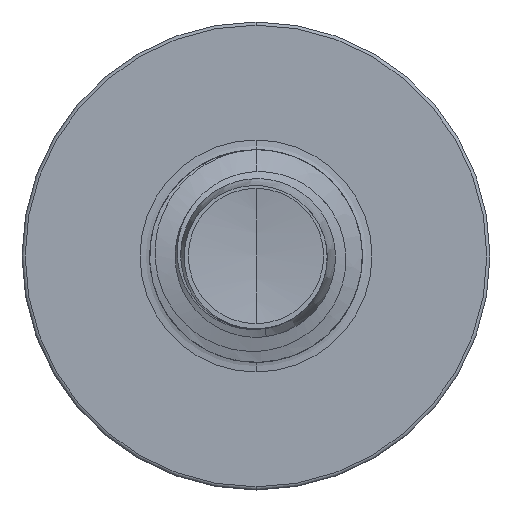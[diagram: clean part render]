
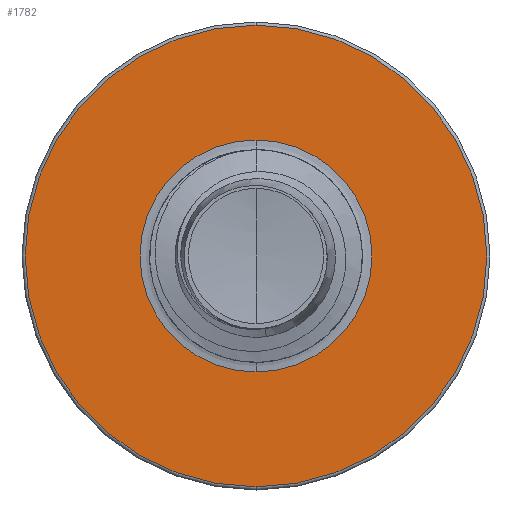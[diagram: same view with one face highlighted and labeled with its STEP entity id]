
A CAD part, front view. The second image highlights one B-rep face of the part: STEP entity #1782.
In plain terms, the highlighted planar face has unit normal (0, -1, 0).
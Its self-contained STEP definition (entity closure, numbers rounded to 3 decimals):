
#161 = EDGE_CURVE ( 'NONE', #8716, #5019, #20645, .T. ) ;
#1174 = DIRECTION ( 'NONE',  ( 0., 0., 1. ) ) ;
#1180 = DIRECTION ( 'NONE',  ( 0., 1., 0. ) ) ;
#1187 = EDGE_CURVE ( 'NONE', #14021, #19299, #18265, .T. ) ;
#1208 = CARTESIAN_POINT ( 'NONE',  ( 0., 6.5, 0. ) ) ;
#1782 = ADVANCED_FACE ( 'NONE', ( #7152, #20388 ), #20981, .F. ) ;
#1840 = CIRCLE ( 'NONE', #22180, 2.713 ) ;
#2192 = DIRECTION ( 'NONE',  ( 0., 1., 0. ) ) ;
#2476 = AXIS2_PLACEMENT_3D ( 'NONE', #13725, #2192, #15438 ) ;
#3469 = CARTESIAN_POINT ( 'NONE',  ( 0., 6.5, 0. ) ) ;
#3554 = DIRECTION ( 'NONE',  ( 0., 0., 1. ) ) ;
#3561 = DIRECTION ( 'NONE',  ( 0., 1., 0. ) ) ;
#5019 = VERTEX_POINT ( 'NONE', #9489 ) ;
#6975 = CIRCLE ( 'NONE', #2476, 1.363 ) ;
#7152 = FACE_OUTER_BOUND ( 'NONE', #9871, .T. ) ;
#7252 = DIRECTION ( 'NONE',  ( 0., 0., 1. ) ) ;
#8161 = CARTESIAN_POINT ( 'NONE',  ( 0., 6.5, 2.713 ) ) ;
#8675 = DIRECTION ( 'NONE',  ( 0., 1., 0. ) ) ;
#8679 = ORIENTED_EDGE ( 'NONE', *, *, #9876, .F. ) ;
#8716 = VERTEX_POINT ( 'NONE', #13537 ) ;
#9246 = EDGE_LOOP ( 'NONE', ( #17016, #10787 ) ) ;
#9302 = CARTESIAN_POINT ( 'NONE',  ( 0., 6.5, 0. ) ) ;
#9489 = CARTESIAN_POINT ( 'NONE',  ( 0., 6.5, -1.363 ) ) ;
#9871 = EDGE_LOOP ( 'NONE', ( #15297, #8679 ) ) ;
#9876 = EDGE_CURVE ( 'NONE', #19299, #14021, #1840, .T. ) ;
#10589 = AXIS2_PLACEMENT_3D ( 'NONE', #9302, #8675, #7252 ) ;
#10787 = ORIENTED_EDGE ( 'NONE', *, *, #19090, .T. ) ;
#11965 = CARTESIAN_POINT ( 'NONE',  ( 0., 6.5, -2.712 ) ) ;
#13537 = CARTESIAN_POINT ( 'NONE',  ( 0., 6.5, 1.363 ) ) ;
#13725 = CARTESIAN_POINT ( 'NONE',  ( 0., 6.5, 0. ) ) ;
#14021 = VERTEX_POINT ( 'NONE', #8161 ) ;
#15297 = ORIENTED_EDGE ( 'NONE', *, *, #1187, .F. ) ;
#15438 = DIRECTION ( 'NONE',  ( 0., 0., 1. ) ) ;
#17016 = ORIENTED_EDGE ( 'NONE', *, *, #161, .T. ) ;
#18265 = CIRCLE ( 'NONE', #20232, 2.713 ) ;
#18455 = DIRECTION ( 'NONE',  ( 0., 0., 1. ) ) ;
#18767 = DIRECTION ( 'NONE',  ( 0., 1., 0. ) ) ;
#19090 = EDGE_CURVE ( 'NONE', #5019, #8716, #6975, .T. ) ;
#19299 = VERTEX_POINT ( 'NONE', #11965 ) ;
#20232 = AXIS2_PLACEMENT_3D ( 'NONE', #3469, #3561, #3554 ) ;
#20388 = FACE_BOUND ( 'NONE', #9246, .T. ) ;
#20645 = CIRCLE ( 'NONE', #10589, 1.363 ) ;
#20981 = PLANE ( 'NONE',  #21864 ) ;
#21027 = CARTESIAN_POINT ( 'NONE',  ( 0., 6.5, -1.363 ) ) ;
#21864 = AXIS2_PLACEMENT_3D ( 'NONE', #21027, #18767, #18455 ) ;
#22180 = AXIS2_PLACEMENT_3D ( 'NONE', #1208, #1180, #1174 ) ;
